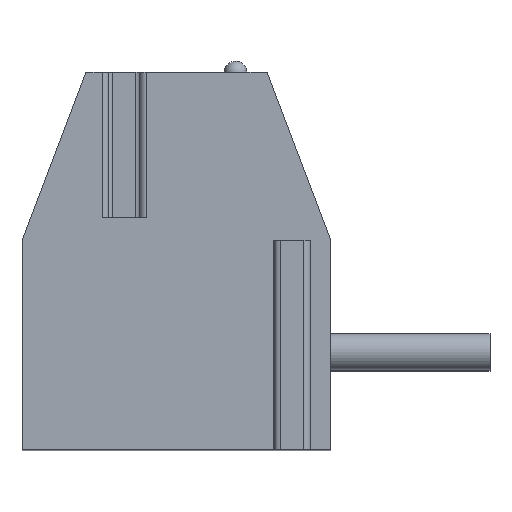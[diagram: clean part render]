
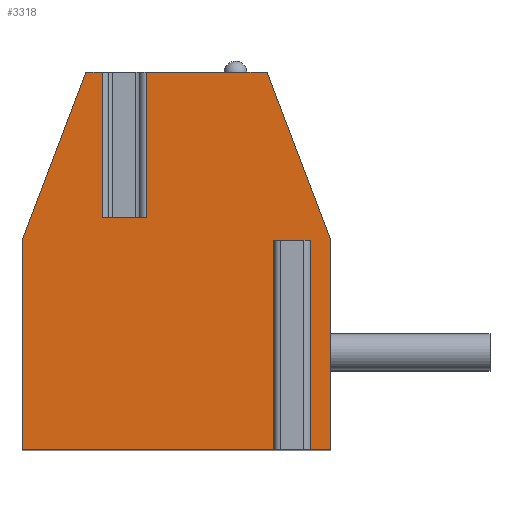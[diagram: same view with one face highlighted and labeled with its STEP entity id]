
A CAD part, top view. The second image highlights one B-rep face of the part: STEP entity #3318.
In plain terms, the highlighted planar face has unit normal (0, 0, 1).
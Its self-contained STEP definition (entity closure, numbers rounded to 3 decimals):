
#13=DIRECTION('',(0.,1.,0.));
#14=VECTOR('',#13,3.2);
#15=CARTESIAN_POINT('',(-1.636,1.,13.335));
#16=LINE('',#15,#14);
#17=DIRECTION('',(1.,0.,0.));
#18=VECTOR('',#17,0.972);
#19=CARTESIAN_POINT('',(-1.636,1.,13.335));
#20=LINE('',#19,#18);
#21=DIRECTION('',(0.,1.,0.));
#22=VECTOR('',#21,3.2);
#23=CARTESIAN_POINT('',(-0.664,1.,13.335));
#24=LINE('',#23,#22);
#25=DIRECTION('',(-1.,0.,0.));
#26=VECTOR('',#25,2.659);
#27=CARTESIAN_POINT('',(1.995,4.2,13.335));
#28=LINE('',#27,#26);
#29=DIRECTION('',(-0.355,0.935,0.));
#30=VECTOR('',#29,3.958);
#31=CARTESIAN_POINT('',(3.4,0.5,13.335));
#32=LINE('',#31,#30);
#33=DIRECTION('',(0.,1.,0.));
#34=VECTOR('',#33,4.6);
#35=CARTESIAN_POINT('',(3.4,-4.1,13.335));
#36=LINE('',#35,#34);
#37=DIRECTION('',(1.,0.,0.));
#38=VECTOR('',#37,0.625);
#39=CARTESIAN_POINT('',(2.775,-4.1,13.335));
#40=LINE('',#39,#38);
#41=DIRECTION('',(0.,1.,0.));
#42=VECTOR('',#41,4.6);
#43=CARTESIAN_POINT('',(2.775,-4.1,13.335));
#44=LINE('',#43,#42);
#45=DIRECTION('',(-1.,0.,0.));
#46=VECTOR('',#45,0.45);
#47=CARTESIAN_POINT('',(2.775,0.5,13.335));
#48=LINE('',#47,#46);
#49=DIRECTION('',(0.,1.,0.));
#50=VECTOR('',#49,4.6);
#51=CARTESIAN_POINT('',(2.325,-4.1,13.335));
#52=LINE('',#51,#50);
#53=DIRECTION('',(1.,0.,0.));
#54=VECTOR('',#53,5.725);
#55=CARTESIAN_POINT('',(-3.4,-4.1,13.335));
#56=LINE('',#55,#54);
#57=DIRECTION('',(0.,-1.,0.));
#58=VECTOR('',#57,4.6);
#59=CARTESIAN_POINT('',(-3.4,0.5,13.335));
#60=LINE('',#59,#58);
#61=DIRECTION('',(-0.355,-0.935,0.));
#62=VECTOR('',#61,3.958);
#63=CARTESIAN_POINT('',(-1.995,4.2,13.335));
#64=LINE('',#63,#62);
#65=DIRECTION('',(-1.,0.,0.));
#66=VECTOR('',#65,0.359);
#67=CARTESIAN_POINT('',(-1.636,4.2,13.335));
#68=LINE('',#67,#66);
#2601=CARTESIAN_POINT('',(-1.995,4.2,13.335));
#2602=CARTESIAN_POINT('',(-3.4,0.5,13.335));
#2603=VERTEX_POINT('',#2601);
#2604=VERTEX_POINT('',#2602);
#2605=CARTESIAN_POINT('',(-3.4,-4.1,13.335));
#2606=VERTEX_POINT('',#2605);
#2607=CARTESIAN_POINT('',(3.4,-4.1,13.335));
#2608=CARTESIAN_POINT('',(3.4,0.5,13.335));
#2609=VERTEX_POINT('',#2607);
#2610=VERTEX_POINT('',#2608);
#2611=CARTESIAN_POINT('',(1.995,4.2,13.335));
#2612=VERTEX_POINT('',#2611);
#2649=CARTESIAN_POINT('',(2.775,0.5,13.335));
#2650=CARTESIAN_POINT('',(2.325,0.5,13.335));
#2651=VERTEX_POINT('',#2649);
#2652=VERTEX_POINT('',#2650);
#2653=CARTESIAN_POINT('',(2.325,-4.1,13.335));
#2654=VERTEX_POINT('',#2653);
#2655=CARTESIAN_POINT('',(2.775,-4.1,13.335));
#2656=VERTEX_POINT('',#2655);
#2717=CARTESIAN_POINT('',(-1.636,1.,13.335));
#2718=CARTESIAN_POINT('',(-1.636,4.2,13.335));
#2719=VERTEX_POINT('',#2717);
#2720=VERTEX_POINT('',#2718);
#2721=CARTESIAN_POINT('',(-0.664,1.,13.335));
#2722=CARTESIAN_POINT('',(-0.664,4.2,13.335));
#2723=VERTEX_POINT('',#2721);
#2724=VERTEX_POINT('',#2722);
#3283=CARTESIAN_POINT('',(0.,0.,13.335));
#3284=DIRECTION('',(0.,0.,1.));
#3285=DIRECTION('',(1.,0.,0.));
#3286=AXIS2_PLACEMENT_3D('',#3283,#3284,#3285);
#3287=PLANE('',#3286);
#3289=ORIENTED_EDGE('',*,*,#3288,.F.);
#3291=ORIENTED_EDGE('',*,*,#3290,.T.);
#3293=ORIENTED_EDGE('',*,*,#3292,.T.);
#3295=ORIENTED_EDGE('',*,*,#3294,.F.);
#3297=ORIENTED_EDGE('',*,*,#3296,.F.);
#3299=ORIENTED_EDGE('',*,*,#3298,.F.);
#3301=ORIENTED_EDGE('',*,*,#3300,.F.);
#3303=ORIENTED_EDGE('',*,*,#3302,.T.);
#3305=ORIENTED_EDGE('',*,*,#3304,.T.);
#3307=ORIENTED_EDGE('',*,*,#3306,.F.);
#3309=ORIENTED_EDGE('',*,*,#3308,.F.);
#3311=ORIENTED_EDGE('',*,*,#3310,.F.);
#3313=ORIENTED_EDGE('',*,*,#3312,.F.);
#3315=ORIENTED_EDGE('',*,*,#3314,.F.);
#3316=EDGE_LOOP('',(#3289,#3291,#3293,#3295,#3297,#3299,#3301,#3303,#3305,#3307,
#3309,#3311,#3313,#3315));
#3317=FACE_OUTER_BOUND('',#3316,.F.);
#3288=EDGE_CURVE('',#2719,#2720,#16,.T.);
#3290=EDGE_CURVE('',#2719,#2723,#20,.T.);
#3292=EDGE_CURVE('',#2723,#2724,#24,.T.);
#3294=EDGE_CURVE('',#2612,#2724,#28,.T.);
#3296=EDGE_CURVE('',#2610,#2612,#32,.T.);
#3298=EDGE_CURVE('',#2609,#2610,#36,.T.);
#3300=EDGE_CURVE('',#2656,#2609,#40,.T.);
#3302=EDGE_CURVE('',#2656,#2651,#44,.T.);
#3304=EDGE_CURVE('',#2651,#2652,#48,.T.);
#3306=EDGE_CURVE('',#2654,#2652,#52,.T.);
#3308=EDGE_CURVE('',#2606,#2654,#56,.T.);
#3310=EDGE_CURVE('',#2604,#2606,#60,.T.);
#3312=EDGE_CURVE('',#2603,#2604,#64,.T.);
#3314=EDGE_CURVE('',#2720,#2603,#68,.T.);
#3318=ADVANCED_FACE('',(#3317),#3287,.T.);
